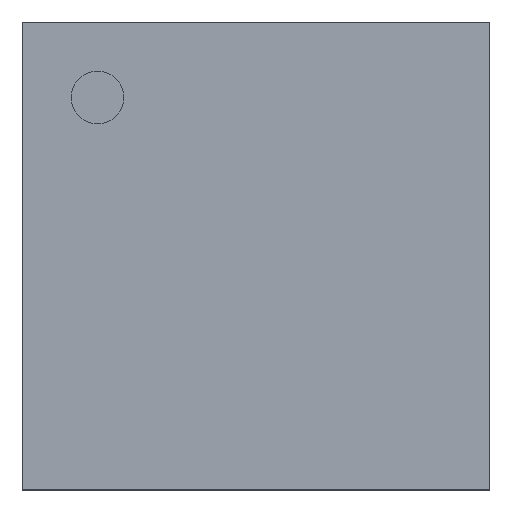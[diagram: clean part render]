
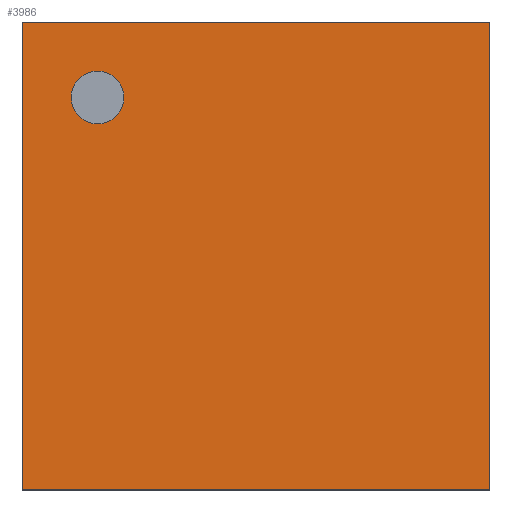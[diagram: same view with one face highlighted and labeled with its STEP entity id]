
A CAD part, top view. The second image highlights one B-rep face of the part: STEP entity #3986.
In plain terms, the highlighted planar face has unit normal (0, 0, 1).
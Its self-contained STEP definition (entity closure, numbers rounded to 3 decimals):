
#2138=CARTESIAN_POINT('',(-0.875,1.05,0.8));
#2139=VERTEX_POINT('',#2138);
#2148=CARTESIAN_POINT('',(-1.225,1.05,0.8));
#2149=VERTEX_POINT('',#2148);
#2150=CARTESIAN_POINT('',(-1.05,1.05,0.8));
#2151=DIRECTION('',(0.0,0.0,-1.0));
#2152=DIRECTION('',(1.0,0.0,0.0));
#2153=AXIS2_PLACEMENT_3D('',#2150,#2151,#2152);
#2154=CIRCLE('',#2153,0.175);
#2155=EDGE_CURVE('',#2149,#2139,#2154,.T.);
#2804=CARTESIAN_POINT('',(1.55,1.55,0.8));
#2805=VERTEX_POINT('',#2804);
#2812=CARTESIAN_POINT('',(1.55,-1.55,0.8));
#2813=VERTEX_POINT('',#2812);
#2814=CARTESIAN_POINT('',(1.55,-1.55,0.8));
#2815=DIRECTION('',(0.0,1.0,0.0));
#2816=VECTOR('',#2815,3.1);
#2817=LINE('',#2814,#2816);
#2818=EDGE_CURVE('',#2813,#2805,#2817,.T.);
#2853=CARTESIAN_POINT('',(-1.55,-1.55,0.8));
#2854=VERTEX_POINT('',#2853);
#2861=CARTESIAN_POINT('',(-1.55,1.55,0.8));
#2862=VERTEX_POINT('',#2861);
#2863=CARTESIAN_POINT('',(-1.55,1.55,0.8));
#2864=DIRECTION('',(0.0,-1.0,0.0));
#2865=VECTOR('',#2864,3.1);
#2866=LINE('',#2863,#2865);
#2867=EDGE_CURVE('',#2862,#2854,#2866,.T.);
#3941=CARTESIAN_POINT('',(-1.05,1.05,0.8));
#3942=DIRECTION('',(0.0,0.0,-1.0));
#3943=DIRECTION('',(1.0,0.0,0.0));
#3944=AXIS2_PLACEMENT_3D('',#3941,#3942,#3943);
#3945=CIRCLE('',#3944,0.175);
#3946=EDGE_CURVE('',#2139,#2149,#3945,.T.);
#3961=CARTESIAN_POINT('',(0.0,0.0,0.8));
#3962=DIRECTION('',(0.0,0.0,1.0));
#3963=DIRECTION('',(1.0,0.0,0.0));
#3964=AXIS2_PLACEMENT_3D('',#3961,#3962,#3963);
#3965=PLANE('',#3964);
#3966=ORIENTED_EDGE('',*,*,#2818,.T.);
#3967=CARTESIAN_POINT('',(1.55,1.55,0.8));
#3968=DIRECTION('',(-1.0,0.0,0.0));
#3969=VECTOR('',#3968,3.1);
#3970=LINE('',#3967,#3969);
#3971=EDGE_CURVE('',#2805,#2862,#3970,.T.);
#3972=ORIENTED_EDGE('',*,*,#3971,.T.);
#3973=ORIENTED_EDGE('',*,*,#2867,.T.);
#3974=CARTESIAN_POINT('',(-1.55,-1.55,0.8));
#3975=DIRECTION('',(1.0,0.0,0.0));
#3976=VECTOR('',#3975,3.1);
#3977=LINE('',#3974,#3976);
#3978=EDGE_CURVE('',#2854,#2813,#3977,.T.);
#3979=ORIENTED_EDGE('',*,*,#3978,.T.);
#3980=EDGE_LOOP('',(#3966,#3972,#3973,#3979));
#3981=FACE_OUTER_BOUND('',#3980,.T.);
#3982=ORIENTED_EDGE('',*,*,#3946,.T.);
#3983=ORIENTED_EDGE('',*,*,#2155,.T.);
#3984=EDGE_LOOP('',(#3982,#3983));
#3985=FACE_BOUND('',#3984,.T.);
#3986=ADVANCED_FACE('',(#3981,#3985),#3965,.T.);
